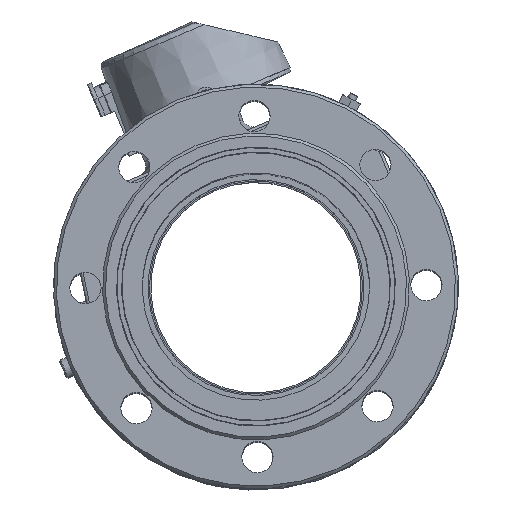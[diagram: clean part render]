
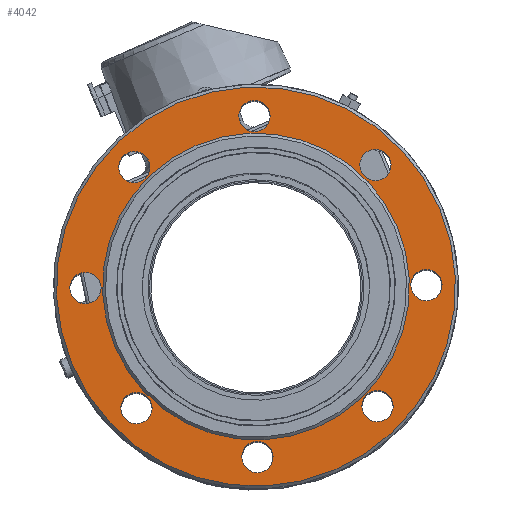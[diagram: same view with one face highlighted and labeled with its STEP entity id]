
A CAD part, top view. The second image highlights one B-rep face of the part: STEP entity #4042.
In plain terms, the highlighted face is planar.
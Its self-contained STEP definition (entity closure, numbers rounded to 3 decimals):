
#4042=ADVANCED_FACE('',(#6995,#6997,#6999,#7001,#7003,#7005,#7007,#7009,#7011,#7013),
#7015,.F.);
#6995=FACE_BOUND('',#6996,.T.);
#6996=EDGE_LOOP('',(#9439,#9440));
#6997=FACE_BOUND('',#6998,.T.);
#6998=EDGE_LOOP('',(#9441,#9442));
#6999=FACE_BOUND('',#7000,.T.);
#7000=EDGE_LOOP('',(#9443,#9444));
#7001=FACE_BOUND('',#7002,.T.);
#7002=EDGE_LOOP('',(#9445,#9446));
#7003=FACE_BOUND('',#7004,.T.);
#7004=EDGE_LOOP('',(#9447,#9448));
#7005=FACE_BOUND('',#7006,.T.);
#7006=EDGE_LOOP('',(#9449,#9450));
#7007=FACE_BOUND('',#7008,.T.);
#7008=EDGE_LOOP('',(#9451,#9452));
#7009=FACE_BOUND('',#7010,.T.);
#7010=EDGE_LOOP('',(#9453,#9454));
#7011=FACE_BOUND('',#7012,.T.);
#7012=EDGE_LOOP('',(#9455,#9456));
#7013=FACE_OUTER_BOUND('',#7014,.T.);
#7014=EDGE_LOOP('',(#9457,#9458));
#7015=PLANE('',#7016);
#7016=AXIS2_PLACEMENT_3D('',#7017,#7018,#7019);
#7017=CARTESIAN_POINT('',(11.,0.,0.));
#7018=DIRECTION('',(1.,0.,0.));
#7019=DIRECTION('',(0.,0.,-1.));
#9439=ORIENTED_EDGE('',*,*,#10703,.F.);
#9440=ORIENTED_EDGE('',*,*,#10704,.F.);
#9441=ORIENTED_EDGE('',*,*,#10705,.F.);
#9442=ORIENTED_EDGE('',*,*,#10706,.F.);
#9443=ORIENTED_EDGE('',*,*,#10707,.F.);
#9444=ORIENTED_EDGE('',*,*,#10708,.F.);
#9445=ORIENTED_EDGE('',*,*,#10709,.F.);
#9446=ORIENTED_EDGE('',*,*,#10710,.F.);
#9447=ORIENTED_EDGE('',*,*,#10711,.F.);
#9448=ORIENTED_EDGE('',*,*,#10712,.F.);
#9449=ORIENTED_EDGE('',*,*,#10713,.F.);
#9450=ORIENTED_EDGE('',*,*,#10714,.F.);
#9451=ORIENTED_EDGE('',*,*,#10715,.F.);
#9452=ORIENTED_EDGE('',*,*,#10716,.F.);
#9453=ORIENTED_EDGE('',*,*,#10717,.F.);
#9454=ORIENTED_EDGE('',*,*,#10718,.F.);
#9455=ORIENTED_EDGE('',*,*,#10634,.F.);
#9456=ORIENTED_EDGE('',*,*,#10635,.F.);
#9457=ORIENTED_EDGE('',*,*,#10719,.F.);
#9458=ORIENTED_EDGE('',*,*,#10720,.F.);
#10634=EDGE_CURVE('',#12119,#12121,#12122,.T.);
#10635=EDGE_CURVE('',#12121,#12119,#12123,.T.);
#10703=EDGE_CURVE('',#12236,#12237,#12238,.T.);
#10704=EDGE_CURVE('',#12237,#12236,#12239,.T.);
#10705=EDGE_CURVE('',#12240,#12241,#12242,.T.);
#10706=EDGE_CURVE('',#12241,#12240,#12243,.T.);
#10707=EDGE_CURVE('',#12244,#12245,#12246,.T.);
#10708=EDGE_CURVE('',#12245,#12244,#12247,.T.);
#10709=EDGE_CURVE('',#12248,#12249,#12250,.T.);
#10710=EDGE_CURVE('',#12249,#12248,#12251,.T.);
#10711=EDGE_CURVE('',#12252,#12253,#12254,.T.);
#10712=EDGE_CURVE('',#12253,#12252,#12255,.T.);
#10713=EDGE_CURVE('',#12256,#12257,#12258,.T.);
#10714=EDGE_CURVE('',#12257,#12256,#12259,.T.);
#10715=EDGE_CURVE('',#12260,#12261,#12262,.T.);
#10716=EDGE_CURVE('',#12261,#12260,#12263,.T.);
#10717=EDGE_CURVE('',#12264,#12265,#12266,.T.);
#10718=EDGE_CURVE('',#12265,#12264,#12267,.T.);
#10719=EDGE_CURVE('',#12268,#12269,#12270,.T.);
#10720=EDGE_CURVE('',#12269,#12268,#12271,.T.);
#12119=VERTEX_POINT('',#20336);
#12121=VERTEX_POINT('',#20340);
#12122=CIRCLE('',#20341,108.);
#12123=CIRCLE('',#20345,108.);
#12236=VERTEX_POINT('',#24238);
#12237=VERTEX_POINT('',#24239);
#12238=CIRCLE('',#24240,11.);
#12239=CIRCLE('',#24244,11.);
#12240=VERTEX_POINT('',#24248);
#12241=VERTEX_POINT('',#24249);
#12242=CIRCLE('',#24250,11.);
#12243=CIRCLE('',#24254,11.);
#12244=VERTEX_POINT('',#24258);
#12245=VERTEX_POINT('',#24259);
#12246=CIRCLE('',#24260,11.);
#12247=CIRCLE('',#24264,11.);
#12248=VERTEX_POINT('',#24268);
#12249=VERTEX_POINT('',#24269);
#12250=CIRCLE('',#24270,11.);
#12251=CIRCLE('',#24274,11.);
#12252=VERTEX_POINT('',#24278);
#12253=VERTEX_POINT('',#24279);
#12254=CIRCLE('',#24280,11.);
#12255=CIRCLE('',#24284,11.);
#12256=VERTEX_POINT('',#24288);
#12257=VERTEX_POINT('',#24289);
#12258=CIRCLE('',#24290,11.);
#12259=CIRCLE('',#24294,11.);
#12260=VERTEX_POINT('',#24298);
#12261=VERTEX_POINT('',#24299);
#12262=CIRCLE('',#24300,11.);
#12263=CIRCLE('',#24304,11.);
#12264=VERTEX_POINT('',#24308);
#12265=VERTEX_POINT('',#24309);
#12266=CIRCLE('',#24310,11.);
#12267=CIRCLE('',#24314,11.);
#12268=VERTEX_POINT('',#24318);
#12269=VERTEX_POINT('',#24319);
#12270=CIRCLE('',#24320,140.5);
#12271=CIRCLE('',#24324,140.5);
#20336=CARTESIAN_POINT('',(11.,0.,108.));
#20340=CARTESIAN_POINT('',(11.,0.,-108.));
#20341=AXIS2_PLACEMENT_3D('',#20342,#20343,#20344);
#20342=CARTESIAN_POINT('',(11.,0.,0.));
#20343=DIRECTION('',(-1.,0.,0.));
#20344=DIRECTION('',(0.,0.,1.));
#20345=AXIS2_PLACEMENT_3D('',#20346,#20347,#20348);
#20346=CARTESIAN_POINT('',(11.,0.,0.));
#20347=DIRECTION('',(-1.,0.,0.));
#20348=DIRECTION('',(0.,0.,-1.));
#24238=CARTESIAN_POINT('',(11.,-110.866,34.922));
#24239=CARTESIAN_POINT('',(11.,-110.866,56.922));
#24240=AXIS2_PLACEMENT_3D('',#24241,#24242,#24243);
#24241=CARTESIAN_POINT('',(11.,-110.866,45.922));
#24242=DIRECTION('',(-1.,0.,0.));
#24243=DIRECTION('',(0.,0.,-1.));
#24244=AXIS2_PLACEMENT_3D('',#24245,#24246,#24247);
#24245=CARTESIAN_POINT('',(11.,-110.866,45.922));
#24246=DIRECTION('',(-1.,0.,0.));
#24247=DIRECTION('',(0.,0.,1.));
#24248=CARTESIAN_POINT('',(11.,-110.866,-56.922));
#24249=CARTESIAN_POINT('',(11.,-110.866,-34.922));
#24250=AXIS2_PLACEMENT_3D('',#24251,#24252,#24253);
#24251=CARTESIAN_POINT('',(11.,-110.866,-45.922));
#24252=DIRECTION('',(-1.,0.,0.));
#24253=DIRECTION('',(0.,0.,-1.));
#24254=AXIS2_PLACEMENT_3D('',#24255,#24256,#24257);
#24255=CARTESIAN_POINT('',(11.,-110.866,-45.922));
#24256=DIRECTION('',(-1.,0.,0.));
#24257=DIRECTION('',(0.,0.,1.));
#24258=CARTESIAN_POINT('',(11.,-45.922,-121.866));
#24259=CARTESIAN_POINT('',(11.,-45.922,-99.866));
#24260=AXIS2_PLACEMENT_3D('',#24261,#24262,#24263);
#24261=CARTESIAN_POINT('',(11.,-45.922,-110.866));
#24262=DIRECTION('',(-1.,0.,0.));
#24263=DIRECTION('',(0.,0.,-1.));
#24264=AXIS2_PLACEMENT_3D('',#24265,#24266,#24267);
#24265=CARTESIAN_POINT('',(11.,-45.922,-110.866));
#24266=DIRECTION('',(-1.,0.,0.));
#24267=DIRECTION('',(0.,0.,1.));
#24268=CARTESIAN_POINT('',(11.,45.922,-121.866));
#24269=CARTESIAN_POINT('',(11.,45.922,-99.866));
#24270=AXIS2_PLACEMENT_3D('',#24271,#24272,#24273);
#24271=CARTESIAN_POINT('',(11.,45.922,-110.866));
#24272=DIRECTION('',(-1.,0.,0.));
#24273=DIRECTION('',(0.,0.,-1.));
#24274=AXIS2_PLACEMENT_3D('',#24275,#24276,#24277);
#24275=CARTESIAN_POINT('',(11.,45.922,-110.866));
#24276=DIRECTION('',(-1.,0.,0.));
#24277=DIRECTION('',(0.,0.,1.));
#24278=CARTESIAN_POINT('',(11.,110.866,-56.922));
#24279=CARTESIAN_POINT('',(11.,110.866,-34.922));
#24280=AXIS2_PLACEMENT_3D('',#24281,#24282,#24283);
#24281=CARTESIAN_POINT('',(11.,110.866,-45.922));
#24282=DIRECTION('',(-1.,0.,0.));
#24283=DIRECTION('',(0.,0.,-1.));
#24284=AXIS2_PLACEMENT_3D('',#24285,#24286,#24287);
#24285=CARTESIAN_POINT('',(11.,110.866,-45.922));
#24286=DIRECTION('',(-1.,0.,0.));
#24287=DIRECTION('',(0.,0.,1.));
#24288=CARTESIAN_POINT('',(11.,110.866,34.922));
#24289=CARTESIAN_POINT('',(11.,110.866,56.922));
#24290=AXIS2_PLACEMENT_3D('',#24291,#24292,#24293);
#24291=CARTESIAN_POINT('',(11.,110.866,45.922));
#24292=DIRECTION('',(-1.,0.,0.));
#24293=DIRECTION('',(0.,0.,-1.));
#24294=AXIS2_PLACEMENT_3D('',#24295,#24296,#24297);
#24295=CARTESIAN_POINT('',(11.,110.866,45.922));
#24296=DIRECTION('',(-1.,0.,0.));
#24297=DIRECTION('',(0.,0.,1.));
#24298=CARTESIAN_POINT('',(11.,45.922,99.866));
#24299=CARTESIAN_POINT('',(11.,45.922,121.866));
#24300=AXIS2_PLACEMENT_3D('',#24301,#24302,#24303);
#24301=CARTESIAN_POINT('',(11.,45.922,110.866));
#24302=DIRECTION('',(-1.,0.,0.));
#24303=DIRECTION('',(0.,0.,-1.));
#24304=AXIS2_PLACEMENT_3D('',#24305,#24306,#24307);
#24305=CARTESIAN_POINT('',(11.,45.922,110.866));
#24306=DIRECTION('',(-1.,0.,0.));
#24307=DIRECTION('',(0.,0.,1.));
#24308=CARTESIAN_POINT('',(11.,-45.922,99.866));
#24309=CARTESIAN_POINT('',(11.,-45.922,121.866));
#24310=AXIS2_PLACEMENT_3D('',#24311,#24312,#24313);
#24311=CARTESIAN_POINT('',(11.,-45.922,110.866));
#24312=DIRECTION('',(-1.,0.,0.));
#24313=DIRECTION('',(0.,0.,-1.));
#24314=AXIS2_PLACEMENT_3D('',#24315,#24316,#24317);
#24315=CARTESIAN_POINT('',(11.,-45.922,110.866));
#24316=DIRECTION('',(-1.,0.,0.));
#24317=DIRECTION('',(0.,0.,1.));
#24318=CARTESIAN_POINT('',(11.,0.,140.5));
#24319=CARTESIAN_POINT('',(11.,0.,-140.5));
#24320=AXIS2_PLACEMENT_3D('',#24321,#24322,#24323);
#24321=CARTESIAN_POINT('',(11.,0.,0.));
#24322=DIRECTION('',(1.,-0.,0.));
#24323=DIRECTION('',(0.,0.,1.));
#24324=AXIS2_PLACEMENT_3D('',#24325,#24326,#24327);
#24325=CARTESIAN_POINT('',(11.,0.,0.));
#24326=DIRECTION('',(1.,-0.,0.));
#24327=DIRECTION('',(0.,0.,-1.));
